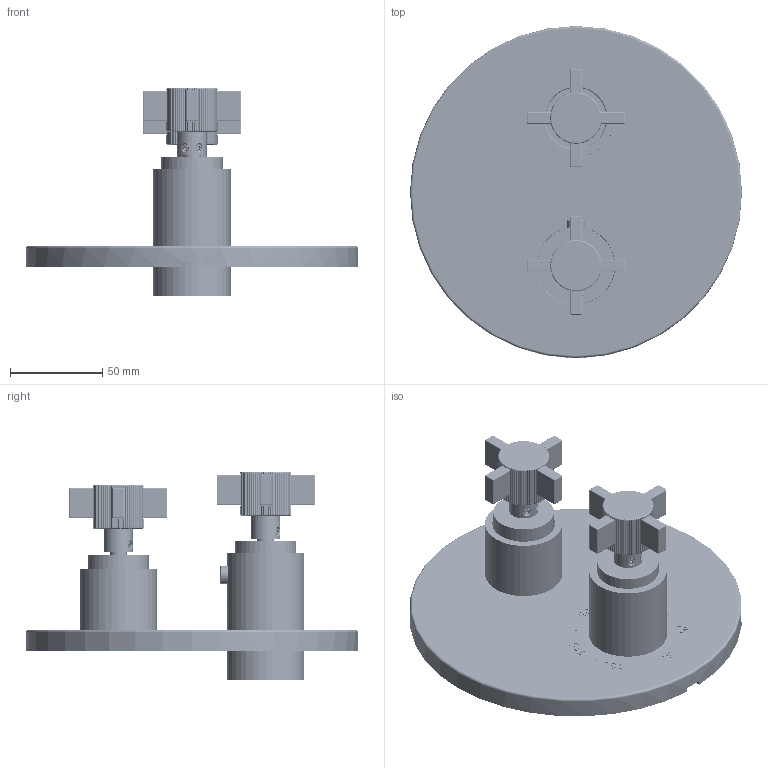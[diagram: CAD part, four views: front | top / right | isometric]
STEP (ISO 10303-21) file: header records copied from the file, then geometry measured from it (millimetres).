
FILE_DESCRIPTION((''),'2;1');
FILE_NAME('3-3243TR_ASM','2019-11-11T08:40:23',('rsmith'),(''),'CREO PARAMETRIC BY PTC INC, 2018400','CREO PARAMETRIC BY PTC INC, 2018400','');
FILE_SCHEMA(('CONFIG_CONTROL_DESIGN'));
Length unit declared in the file: inch
Products named in the file (24): 12347_AF1; H-78_2_FEET_AF1; 91678; 20-116_AF1_ASM; 12368; 91249; 91764; 2-996_ASM; 91308; 12348; 12345_AF1; 12354; 12353; 92137; 91246; 92849; 2-998_ASM; 92113; 13192; 13193; 92984; 92000; 20-458_ASM; 3-3243TR_ASM
Assembly tree (32 placements, depth 3):
  3-3243TR_ASM
    20-116_AF1_ASM
      12347_AF1
      H-78_2_FEET_AF1
      91678
    2-996_ASM
      12368
      91249
      91764
    91308
    12348
    12345_AF1
    2-998_ASM
      12354
      12353
      92137
      91246
      92849
    92113  x2
    20-458_ASM  x2
      13192
      13193
      92984
      92000
Bounding box: 180.09 x 180.09 x 112.7 mm (x, y, z)
Volume: 170171.8 mm3; surface area: 218230.8 mm2
Topology: 38 solids, 71 shells, 4404 faces, 12122 edges, 7857 vertices
Faces by surface type: plane 1826, cylinder 1503, bspline 348, cone 305, extrusion 180, sphere 144, torus 94, revolution 4
Entity records: 123479 total; most frequent: CARTESIAN_POINT 65575, ORIENTED_EDGE 12919, DIRECTION 10037, EDGE_CURVE 6727, VERTEX_POINT 4455, AXIS2_PLACEMENT_3D 3550, VECTOR 2933, LINE 2753
